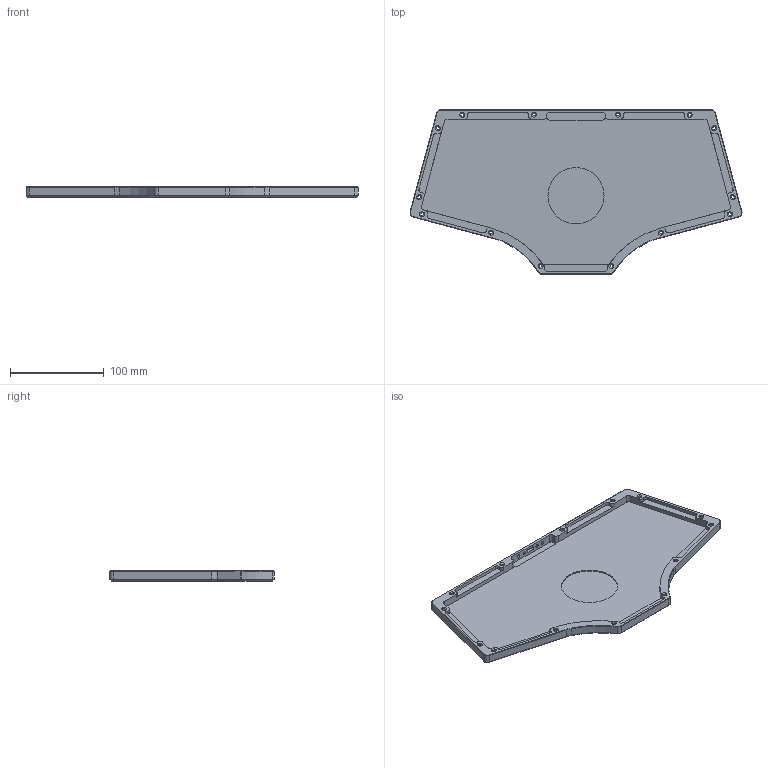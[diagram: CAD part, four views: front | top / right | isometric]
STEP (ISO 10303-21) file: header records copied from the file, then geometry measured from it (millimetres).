
FILE_DESCRIPTION(/* description */ (''),/* implementation_level */ '2;1');
FILE_NAME(/* name */ 'Case Bottom.step',/* time_stamp */ '2023-07-18T13:29:03+01:00',/* author */ (''),/* organization */ (''),/* preprocessor_version */ 'ST-DEVELOPER v19.2',/* originating_system */ 'Autodesk Translation Framework v12.6.0.85',/* authorisation */ '');
FILE_SCHEMA (('AUTOMOTIVE_DESIGN { 1 0 10303 214 3 1 1 }'));
Length unit declared in the file: millimetre
Products named in the file (1): Case Bottom
Bounding box: 354.44 x 176.04 x 11 mm (x, y, z)
Volume: 182140.3 mm3; surface area: 113567.4 mm2
Topology: 1 solids, 1 shells, 209 faces, 528 edges, 332 vertices
Faces by surface type: cylinder 84, plane 75, cone 50
Full cylindrical faces by diameter (mm): 3.2 x16, 3.7 x2, 12.2 x9, 60 x1
Entity records: 6391 total; most frequent: DIRECTION 1168, CARTESIAN_POINT 1070, ORIENTED_EDGE 1056, EDGE_CURVE 528, AXIS2_PLACEMENT_3D 430, VERTEX_POINT 332, LINE 308, VECTOR 308
